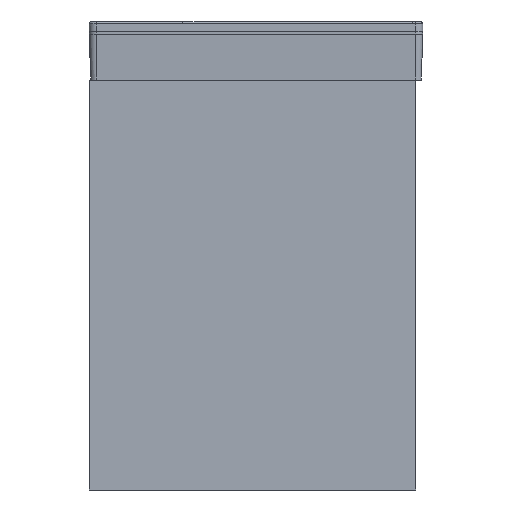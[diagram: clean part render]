
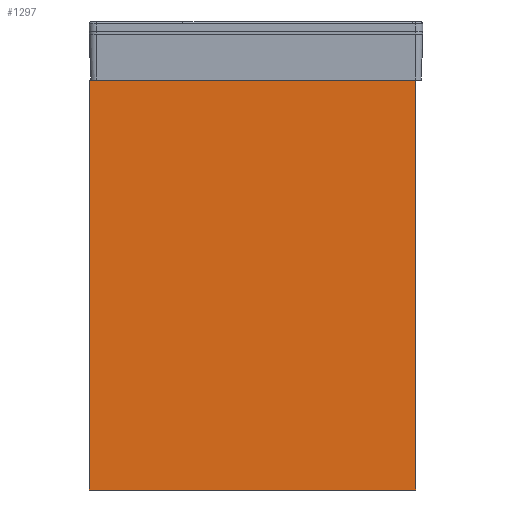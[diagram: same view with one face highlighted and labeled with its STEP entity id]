
A CAD part, left-side view. The second image highlights one B-rep face of the part: STEP entity #1297.
In plain terms, the highlighted planar face has unit normal (-1, 0, 0).
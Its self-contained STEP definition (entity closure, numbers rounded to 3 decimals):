
#1297=ADVANCED_FACE('',(#1620),#6794,.T.);
#1620=FACE_OUTER_BOUND('',#1958,.T.);
#1958=EDGE_LOOP('',(#3352,#3353,#3354,#3355));
#3352=ORIENTED_EDGE('',*,*,#4695,.F.);
#3353=ORIENTED_EDGE('',*,*,#4696,.F.);
#3354=ORIENTED_EDGE('',*,*,#4692,.F.);
#3355=ORIENTED_EDGE('',*,*,#4694,.F.);
#4692=EDGE_CURVE('',#6496,#6497,#5504,.T.);
#4694=EDGE_CURVE('',#6498,#6496,#5506,.T.);
#4695=EDGE_CURVE('',#6499,#6498,#5507,.T.);
#4696=EDGE_CURVE('',#6497,#6499,#5508,.T.);
#5504=B_SPLINE_CURVE_WITH_KNOTS('',1,(#17313,#17314),.UNSPECIFIED.,.F.,
 .F.,(2,2),(0.,450.),.UNSPECIFIED.);
#5506=B_SPLINE_CURVE_WITH_KNOTS('',1,(#17317,#17318),.UNSPECIFIED.,.F.,
 .F.,(2,2),(-565.,0.),.UNSPECIFIED.);
#5507=B_SPLINE_CURVE_WITH_KNOTS('',1,(#17319,#17320),.UNSPECIFIED.,.F.,
 .F.,(2,2),(-450.,0.),.UNSPECIFIED.);
#5508=B_SPLINE_CURVE_WITH_KNOTS('',1,(#17321,#17322),.UNSPECIFIED.,.F.,
 .F.,(2,2),(-565.,0.),.UNSPECIFIED.);
#6496=VERTEX_POINT('',#17299);
#6497=VERTEX_POINT('',#17300);
#6498=VERTEX_POINT('',#17301);
#6499=VERTEX_POINT('',#17302);
#6794=PLANE('',#7497);
#7497=AXIS2_PLACEMENT_3D('',#17291,#7751,$);
#7751=DIRECTION('',(-1.,0.,0.));
#17291=CARTESIAN_POINT('',(-390.5,-339.,-45.));
#17299=CARTESIAN_POINT('',(-390.5,282.5,0.));
#17300=CARTESIAN_POINT('',(-390.5,282.5,450.));
#17301=CARTESIAN_POINT('',(-390.5,-282.5,0.));
#17302=CARTESIAN_POINT('',(-390.5,-282.5,450.));
#17313=CARTESIAN_POINT('',(-390.5,282.5,0.));
#17314=CARTESIAN_POINT('',(-390.5,282.5,450.));
#17317=CARTESIAN_POINT('',(-390.5,-282.5,0.));
#17318=CARTESIAN_POINT('',(-390.5,282.5,0.));
#17319=CARTESIAN_POINT('',(-390.5,-282.5,450.));
#17320=CARTESIAN_POINT('',(-390.5,-282.5,0.));
#17321=CARTESIAN_POINT('',(-390.5,282.5,450.));
#17322=CARTESIAN_POINT('',(-390.5,-282.5,450.));
